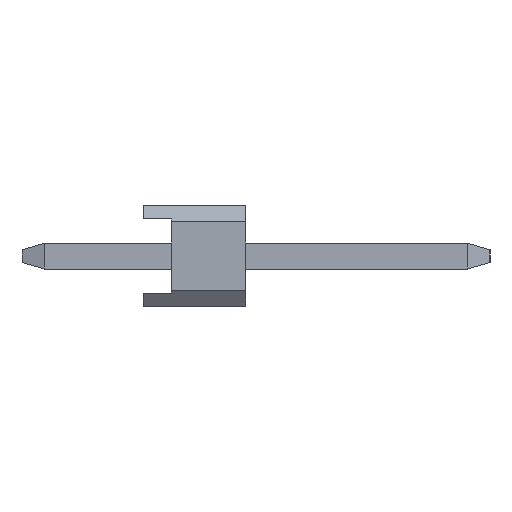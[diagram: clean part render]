
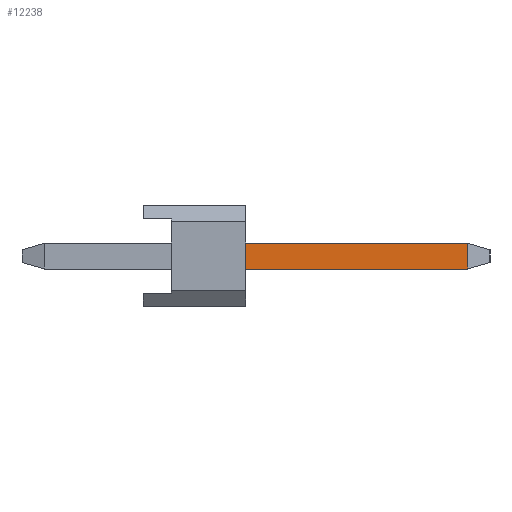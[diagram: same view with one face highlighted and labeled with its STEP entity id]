
A CAD part, left-side view. The second image highlights one B-rep face of the part: STEP entity #12238.
In plain terms, the highlighted planar face has unit normal (-1, 0, 0).
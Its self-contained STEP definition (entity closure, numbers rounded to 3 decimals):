
#5736=EDGE_CURVE('',#9876,#7270,#15386,.T.);
#7270=VERTEX_POINT('',#17061);
#7396=VERTEX_POINT('',#17201);
#8674=EDGE_CURVE('',#7396,#9634,#18609,.T.);
#9634=VERTEX_POINT('',#19681);
#9876=VERTEX_POINT('',#19946);
#10316=EDGE_CURVE('',#7270,#7396,#20435,.T.);
#12238=ADVANCED_FACE('',(#22553),#22554,.T.);
#13476=EDGE_CURVE('',#9634,#9876,#23947,.T.);
#15386=LINE('',#26352,#26353);
#17061=CARTESIAN_POINT('',(-38.42,-2.54,0.32));
#17201=CARTESIAN_POINT('',(-38.42,-8.054,0.32));
#18609=LINE('',#31067,#31068);
#19681=CARTESIAN_POINT('',(-38.42,-8.054,-0.32));
#19946=CARTESIAN_POINT('',(-38.42,-2.54,-0.32));
#20435=LINE('',#33719,#33720);
#22553=FACE_OUTER_BOUND('',#36740,.T.);
#22554=PLANE('',#36741);
#23947=LINE('',#38751,#38752);
#26352=CARTESIAN_POINT('',(-38.42,-2.54,0.252));
#26353=VECTOR('',#41173,1.0);
#31067=CARTESIAN_POINT('',(-38.42,-8.054,0.5));
#31068=VECTOR('',#44271,1.0);
#33719=CARTESIAN_POINT('',(-38.42,-2.8,0.32));
#33720=VECTOR('',#46326,1.0);
#36740=EDGE_LOOP('',(#48381,#48382,#48383,#48384));
#36741=AXIS2_PLACEMENT_3D('',#48385,#48386,#48387);
#38751=CARTESIAN_POINT('',(-38.42,2.454,-0.32));
#38752=VECTOR('',#50092,1.0);
#41173=DIRECTION('',(0.,0.,1.0));
#44271=DIRECTION('',(0.0,0.,-1.0));
#46326=DIRECTION('',(0.,-1.0,0.));
#48381=ORIENTED_EDGE('',*,*,#5736,.F.);
#48382=ORIENTED_EDGE('',*,*,#13476,.F.);
#48383=ORIENTED_EDGE('',*,*,#8674,.F.);
#48384=ORIENTED_EDGE('',*,*,#10316,.F.);
#48385=CARTESIAN_POINT('',(-38.42,2.454,0.5));
#48386=DIRECTION('',(-1.0,0.,0.));
#48387=DIRECTION('',(0.,1.0,0.));
#50092=DIRECTION('',(0.,1.0,0.));
